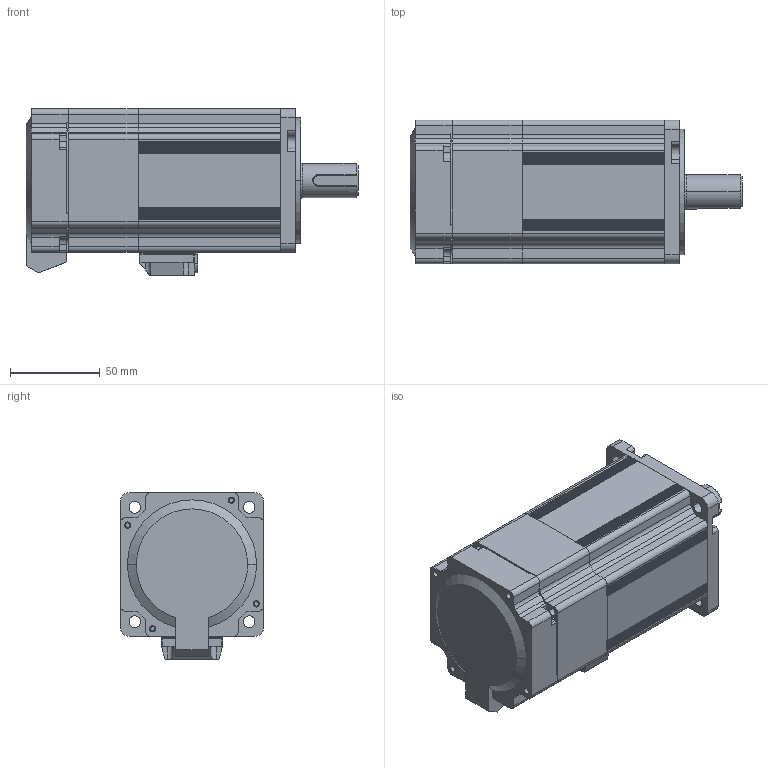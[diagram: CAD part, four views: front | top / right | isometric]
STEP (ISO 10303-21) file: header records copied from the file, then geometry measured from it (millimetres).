
FILE_DESCRIPTION (( 'STEP AP203' ), '1' );
FILE_NAME ('MS6S-80CS(CM)30BZ1-20P7.STEP', '2020-09-29T03:28:24', ( '' ), ( '' ), 'SwSTEP 2.0', 'SolidWorks 2016', '' );
FILE_SCHEMA (( 'CONFIG_CONTROL_DESIGN' ));
Length unit declared in the file: millimetre
Products named in the file (1): MS6S-80CS(CM)30BZ1-20P7
Bounding box: 185 x 80 x 92.8 mm (x, y, z)
Surface area: 76520.9 mm2 (no closed solid volume)
Topology: 0 solids, 131 shells, 917 faces, 2868 edges, 2082 vertices
Faces by surface type: cylinder 562, plane 254, cone 32, sphere 28, bspline 26, torus 15
Entity records: 32775 total; most frequent: CARTESIAN_POINT 7165, DIRECTION 5908, ORIENTED_EDGE 4219, EDGE_CURVE 2867, AXIS2_PLACEMENT_3D 2237, VERTEX_POINT 2082, VECTOR 1434, LINE 1434
